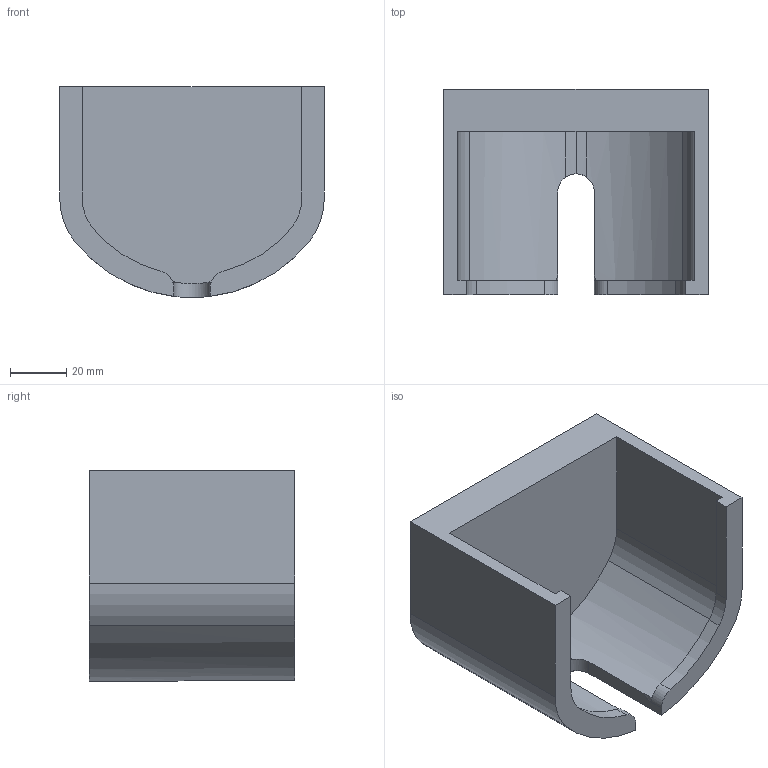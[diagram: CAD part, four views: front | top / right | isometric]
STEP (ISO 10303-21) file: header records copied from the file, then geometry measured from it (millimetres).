
FILE_DESCRIPTION(/* description */ (''),/* implementation_level */ '2;1');
FILE_NAME(/* name */ 'Console Dock v14.step',/* time_stamp */ '2021-09-14T20:06:01-04:00',/* author */ (''),/* organization */ (''),/* preprocessor_version */ 'ST-DEVELOPER v18.1',/* originating_system */ 'Autodesk Translation Framework v10.10.0.1391',/* authorisation */ '');
FILE_SCHEMA (('AUTOMOTIVE_DESIGN { 1 0 10303 214 3 1 1 }'));
Length unit declared in the file: millimetre
Products named in the file (2): Console Dock; Base Dock
Assembly tree (1 placements, depth 2):
  Console Dock
    Base Dock
Bounding box: 94 x 72.94 x 75 mm (x, y, z)
Volume: 151856 mm3; surface area: 41244 mm2
Topology: 1 solids, 1 shells, 36 faces, 100 edges, 66 vertices
Faces by surface type: cylinder 15, plane 15, bspline 6
Entity records: 1705 total; most frequent: CARTESIAN_POINT 700, ORIENTED_EDGE 200, DIRECTION 180, EDGE_CURVE 100, VERTEX_POINT 66, AXIS2_PLACEMENT_3D 63, LINE 54, VECTOR 54
